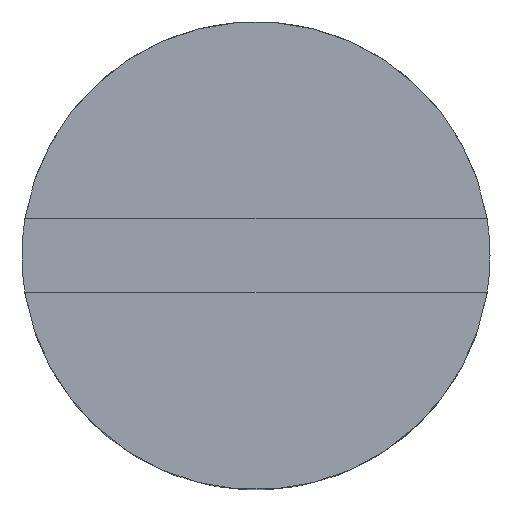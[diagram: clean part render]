
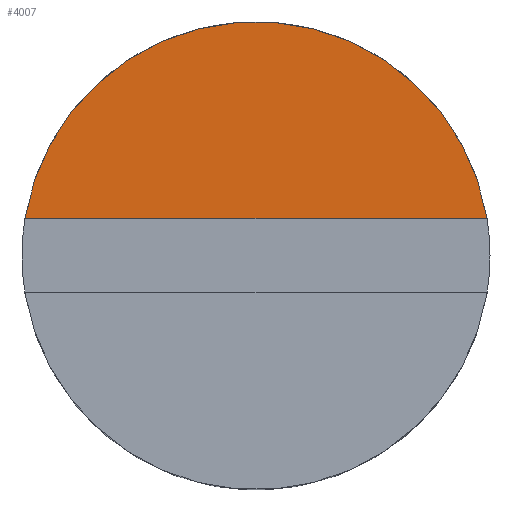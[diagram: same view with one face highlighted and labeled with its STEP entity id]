
A CAD part, top view. The second image highlights one B-rep face of the part: STEP entity #4007.
In plain terms, the highlighted planar face has unit normal (0, 0, 1).
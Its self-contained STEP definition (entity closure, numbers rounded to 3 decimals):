
#271 = CARTESIAN_POINT ( 'NONE',  ( -2.715, 0.437, 2. ) ) ;
#683 = LINE ( 'NONE', #3224, #1765 ) ;
#758 = DIRECTION ( 'NONE',  ( 0., 0., 1. ) ) ;
#919 = AXIS2_PLACEMENT_3D ( 'NONE', #3160, #758, #1086 ) ;
#1056 = FACE_OUTER_BOUND ( 'NONE', #2146, .T. ) ;
#1086 = DIRECTION ( 'NONE',  ( 1., 0., 0. ) ) ;
#1153 = CARTESIAN_POINT ( 'NONE',  ( 2.715, 0.438, 2. ) ) ;
#1269 = AXIS2_PLACEMENT_3D ( 'NONE', #2001, #1287, #4400 ) ;
#1287 = DIRECTION ( 'NONE',  ( 0., 0., 1. ) ) ;
#1629 = PLANE ( 'NONE',  #1269 ) ;
#1765 = VECTOR ( 'NONE', #2229, 1000. ) ;
#2001 = CARTESIAN_POINT ( 'NONE',  ( 0., 0., 2. ) ) ;
#2146 = EDGE_LOOP ( 'NONE', ( #2820, #3728 ) ) ;
#2229 = DIRECTION ( 'NONE',  ( -1., 0., 0. ) ) ;
#2246 = EDGE_CURVE ( 'NONE', #2348, #3206, #3411, .T. ) ;
#2348 = VERTEX_POINT ( 'NONE', #1153 ) ;
#2820 = ORIENTED_EDGE ( 'NONE', *, *, #2877, .F. ) ;
#2877 = EDGE_CURVE ( 'NONE', #2348, #3206, #683, .T. ) ;
#3160 = CARTESIAN_POINT ( 'NONE',  ( 0., 0., 2. ) ) ;
#3206 = VERTEX_POINT ( 'NONE', #271 ) ;
#3224 = CARTESIAN_POINT ( 'NONE',  ( 0., 0.437, 2. ) ) ;
#3411 = CIRCLE ( 'NONE', #919, 2.75 ) ;
#3728 = ORIENTED_EDGE ( 'NONE', *, *, #2246, .T. ) ;
#4007 = ADVANCED_FACE ( 'NONE', ( #1056 ), #1629, .T. ) ;
#4400 = DIRECTION ( 'NONE',  ( 1., 0., 0. ) ) ;
